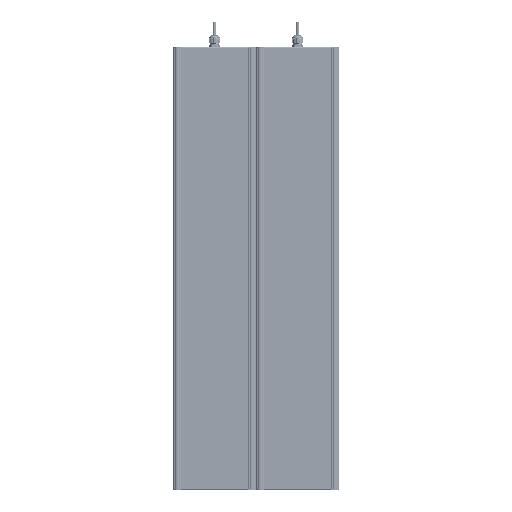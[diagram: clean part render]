
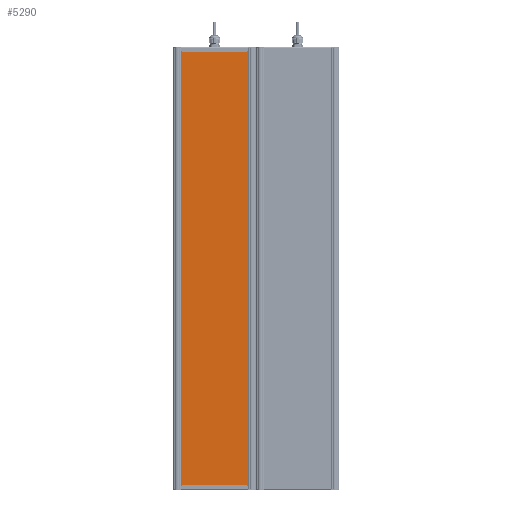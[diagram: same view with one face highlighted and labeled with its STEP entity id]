
A CAD part, front view. The second image highlights one B-rep face of the part: STEP entity #5290.
In plain terms, the highlighted face is planar.
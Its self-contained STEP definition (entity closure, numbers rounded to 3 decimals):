
#5290=ADVANCED_FACE('',(#17980),#17982,.T.);
#17980=FACE_BOUND('',#17981,.T.);
#17981=EDGE_LOOP('',(#50727,#50728,#50729,#50730));
#17982=PLANE('',#17983);
#17983=AXIS2_PLACEMENT_3D('',#17984,#17985,#17986);
#17984=CARTESIAN_POINT('',(2111.497,401.002,-34.582));
#17985=DIRECTION('',(0.,0.,-1.));
#17986=DIRECTION('',(0.,1.,0.));
#50727=ORIENTED_EDGE('',*,*,#59983,.F.);
#50728=ORIENTED_EDGE('',*,*,#59982,.T.);
#50729=ORIENTED_EDGE('',*,*,#59984,.F.);
#50730=ORIENTED_EDGE('',*,*,#59985,.F.);
#59982=EDGE_CURVE('',#66903,#66907,#66909,.T.);
#59983=EDGE_CURVE('',#66903,#66910,#66911,.T.);
#59984=EDGE_CURVE('',#66912,#66907,#66913,.T.);
#59985=EDGE_CURVE('',#66910,#66912,#66914,.T.);
#66903=VERTEX_POINT('',#87877);
#66907=VERTEX_POINT('',#87885);
#66909=LINE('',#87889,#87890);
#66910=VERTEX_POINT('',#87892);
#66911=LINE('',#87893,#87894);
#66912=VERTEX_POINT('',#87896);
#66913=LINE('',#87897,#87898);
#66914=LINE('',#87900,#87901);
#87877=CARTESIAN_POINT('',(2111.497,565.13,-34.582));
#87885=CARTESIAN_POINT('',(3107.497,565.13,-34.582));
#87889=CARTESIAN_POINT('',(2111.497,565.13,-34.582));
#87890=VECTOR('',#87891,1.);
#87891=DIRECTION('',(1.,0.,0.));
#87892=CARTESIAN_POINT('',(2111.497,401.002,-34.582));
#87893=CARTESIAN_POINT('',(2111.497,565.13,-34.582));
#87894=VECTOR('',#87895,1.);
#87895=DIRECTION('',(0.,-1.,0.));
#87896=CARTESIAN_POINT('',(3107.497,401.002,-34.582));
#87897=CARTESIAN_POINT('',(3107.497,401.002,-34.582));
#87898=VECTOR('',#87899,1.);
#87899=DIRECTION('',(0.,1.,0.));
#87900=CARTESIAN_POINT('',(2111.497,401.002,-34.582));
#87901=VECTOR('',#87902,1.);
#87902=DIRECTION('',(1.,0.,0.));
